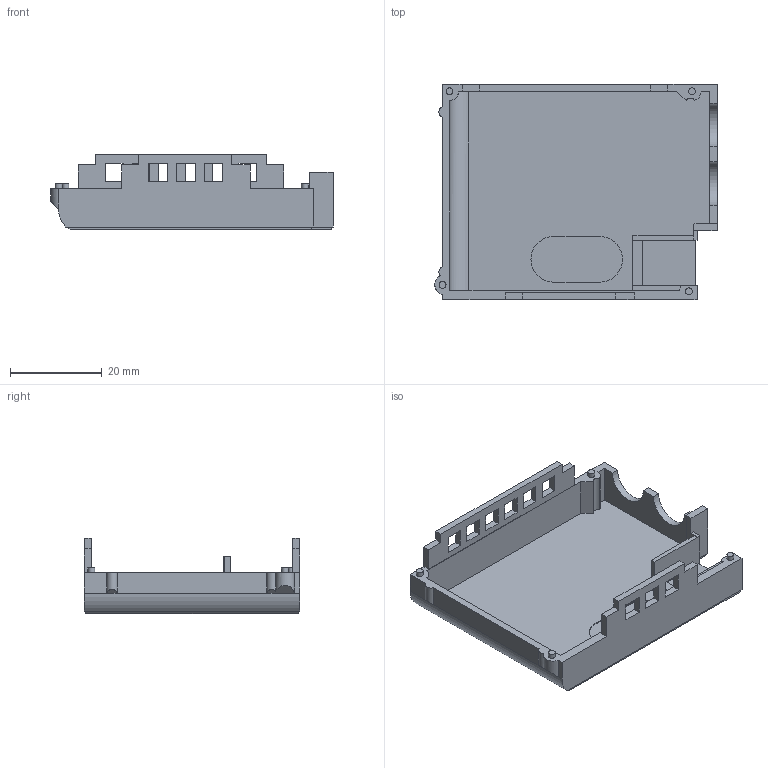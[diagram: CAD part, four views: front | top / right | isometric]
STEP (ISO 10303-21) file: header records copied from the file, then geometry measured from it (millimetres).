
FILE_DESCRIPTION(/* description */ (''),/* implementation_level */ '2;1');
FILE_NAME(/* name */ 'cptibp8-enclosure-lid.step',/* time_stamp */ '2024-03-19T11:27:42+11:00',/* author */ (''),/* organization */ (''),/* preprocessor_version */ 'ST-DEVELOPER v20',/* originating_system */ 'Autodesk Translation Framework v12.20.1.177',/* authorisation */ '');
FILE_SCHEMA (('AUTOMOTIVE_DESIGN { 1 0 10303 214 3 1 1 }'));
Length unit declared in the file: millimetre
Products named in the file (2): ti-bp8; Component3
Assembly tree (1 placements, depth 2):
  ti-bp8
    Component3
Bounding box: 61.7 x 47 x 16.5 mm (x, y, z)
Volume: 5063.5 mm3; surface area: 10040.3 mm2
Topology: 1 solids, 1 shells, 119 faces, 332 edges, 220 vertices
Faces by surface type: plane 102, cylinder 17
Full cylindrical faces by diameter (mm): 1.5 x4
Entity records: 3867 total; most frequent: CARTESIAN_POINT 687, ORIENTED_EDGE 664, DIRECTION 608, EDGE_CURVE 332, LINE 298, VECTOR 298, VERTEX_POINT 220, AXIS2_PLACEMENT_3D 155
